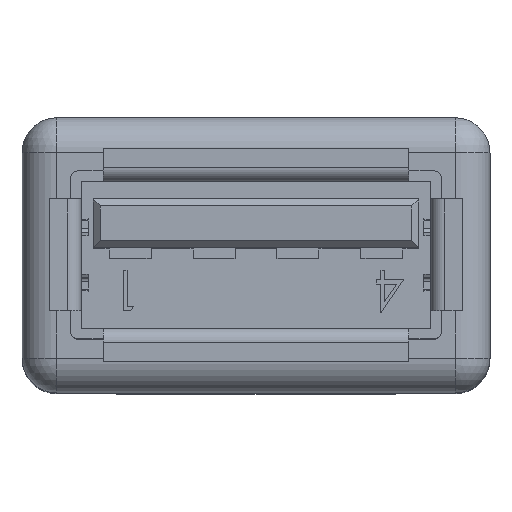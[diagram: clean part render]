
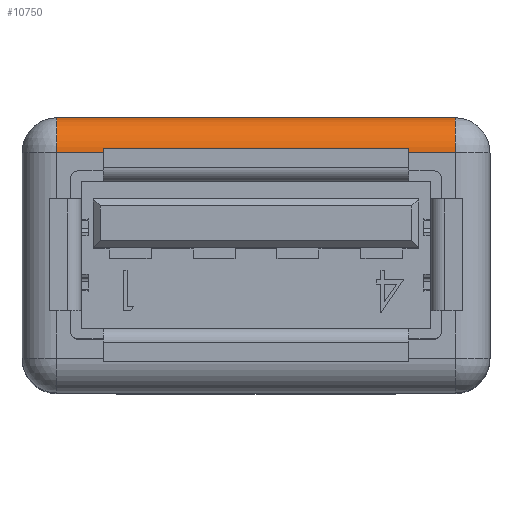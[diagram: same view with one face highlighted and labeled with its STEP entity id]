
A CAD part, top view. The second image highlights one B-rep face of the part: STEP entity #10750.
In plain terms, the highlighted cylindrical face has radius 1.27 mm (diameter 2.54 mm), a partial arc.
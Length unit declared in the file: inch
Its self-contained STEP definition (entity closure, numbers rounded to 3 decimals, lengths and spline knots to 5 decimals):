
#1250 = CARTESIAN_POINT ( 'NONE',  ( -0.28465, 0.19685, -0.05 ) ) ;
#1915 = DIRECTION ( 'NONE',  ( -1., 0., 0. ) ) ;
#2719 = CARTESIAN_POINT ( 'NONE',  ( -0.28465, 0.14685, 0. ) ) ;
#2772 = LINE ( 'NONE', #17764, #18250 ) ;
#4646 = VERTEX_POINT ( 'NONE', #30847 ) ;
#7507 = ORIENTED_EDGE ( 'NONE', *, *, #35889, .F. ) ;
#7952 = VERTEX_POINT ( 'NONE', #2719 ) ;
#8183 = CYLINDRICAL_SURFACE ( 'NONE', #29293, 0.05 ) ;
#10750 = ADVANCED_FACE ( 'NONE', ( #18339 ), #8183, .T. ) ;
#11633 = EDGE_LOOP ( 'NONE', ( #13577, #20377, #16948, #7507 ) ) ;
#12354 = VERTEX_POINT ( 'NONE', #1250 ) ;
#13105 = CIRCLE ( 'NONE', #34885, 0.05 ) ;
#13577 = ORIENTED_EDGE ( 'NONE', *, *, #31618, .T. ) ;
#13878 = CARTESIAN_POINT ( 'NONE',  ( 0.33465, 0.19685, -0.05 ) ) ;
#14946 = CARTESIAN_POINT ( 'NONE',  ( 0., 0.14685, -0.05 ) ) ;
#15534 = EDGE_CURVE ( 'NONE', #12354, #24275, #34798, .T. ) ;
#16204 = CARTESIAN_POINT ( 'NONE',  ( 0.28465, 0.14685, -0.05 ) ) ;
#16948 = ORIENTED_EDGE ( 'NONE', *, *, #29320, .F. ) ;
#17764 = CARTESIAN_POINT ( 'NONE',  ( -0.33465, 0.14685, 0. ) ) ;
#17954 = DIRECTION ( 'NONE',  ( -1., 0., 0. ) ) ;
#18081 = CIRCLE ( 'NONE', #37568, 0.05 ) ;
#18250 = VECTOR ( 'NONE', #33150, 39.37008 ) ;
#18339 = FACE_OUTER_BOUND ( 'NONE', #11633, .T. ) ;
#19300 = DIRECTION ( 'NONE',  ( 0., 0., -1. ) ) ;
#20373 = CARTESIAN_POINT ( 'NONE',  ( -0.28465, 0.14685, -0.05 ) ) ;
#20377 = ORIENTED_EDGE ( 'NONE', *, *, #15534, .F. ) ;
#23508 = DIRECTION ( 'NONE',  ( 0., 0., 1. ) ) ;
#24275 = VERTEX_POINT ( 'NONE', #31330 ) ;
#29262 = DIRECTION ( 'NONE',  ( 1., 0., 0. ) ) ;
#29293 = AXIS2_PLACEMENT_3D ( 'NONE', #14946, #17954, #30363 ) ;
#29320 = EDGE_CURVE ( 'NONE', #7952, #12354, #18081, .T. ) ;
#30363 = DIRECTION ( 'NONE',  ( 0., 0., 1. ) ) ;
#30847 = CARTESIAN_POINT ( 'NONE',  ( 0.28465, 0.14685, 0. ) ) ;
#31330 = CARTESIAN_POINT ( 'NONE',  ( 0.28465, 0.19685, -0.05 ) ) ;
#31618 = EDGE_CURVE ( 'NONE', #4646, #24275, #13105, .T. ) ;
#33150 = DIRECTION ( 'NONE',  ( -1., 0., 0. ) ) ;
#33836 = VECTOR ( 'NONE', #29262, 39.37008 ) ;
#34798 = LINE ( 'NONE', #13878, #33836 ) ;
#34885 = AXIS2_PLACEMENT_3D ( 'NONE', #16204, #37679, #19300 ) ;
#35889 = EDGE_CURVE ( 'NONE', #4646, #7952, #2772, .T. ) ;
#37568 = AXIS2_PLACEMENT_3D ( 'NONE', #20373, #1915, #23508 ) ;
#37679 = DIRECTION ( 'NONE',  ( -1., 0., 0. ) ) ;
